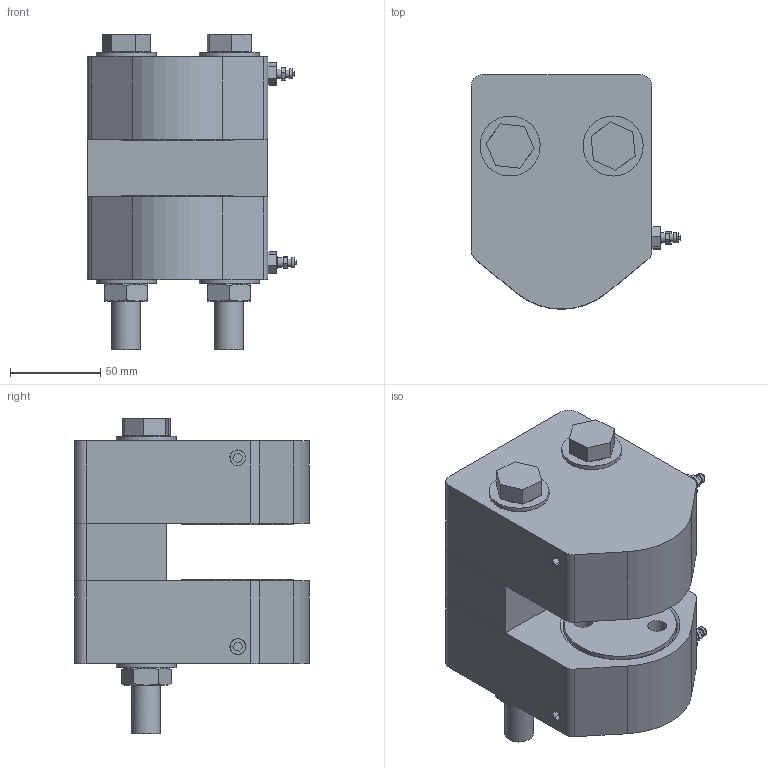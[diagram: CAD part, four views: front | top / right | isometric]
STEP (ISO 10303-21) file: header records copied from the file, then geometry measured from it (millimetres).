
FILE_DESCRIPTION(/* description */ (''),/* implementation_level */ '2;1');
FILE_NAME(/* name */ '4251-0065 H491DQR CALIPER BRAKE.stp',/* time_stamp */ '2022-04-26T11:30:09-05:00',/* author */ ('ChadR'),/* organization */ (''),/* preprocessor_version */ 'ST-DEVELOPER v18.1',/* originating_system */ 'Autodesk Inventor 2020',/* authorisation */ '');
FILE_SCHEMA (('AUTOMOTIVE_DESIGN { 1 0 10303 214 3 1 1 }'));
Length unit declared in the file: inch
Products named in the file (1): 4251-0065 H491DQR CALIPER BRAKE
Bounding box: 116.33 x 130.05 x 175.34 mm (x, y, z)
Volume: 1275730 mm3; surface area: 179294.9 mm2
Topology: 1 solids, 19 shells, 493 faces, 1190 edges, 788 vertices
Faces by surface type: plane 243, cylinder 134, cone 78, torus 36, bspline 2
Full cylindrical faces by diameter (mm): 1.27 x2, 1.778 x2, 3.175 x11, 3.962 x6, 4.775 x2, 4.826 x10, 5.207 x2, 5.334 x4, 5.359 x4, 5.588 x4, 6.35 x1, 8.611 x6, 9.119 x4, 9.5 x2, 9.652 x2, 10.414 x4, 14.91 x4, 15.875 x4, 16.281 x6, 16.662 x4, 17.424 x4, 17.475 x4, 23.273 x2, 33.325 x4, 53.721 x2, 53.848 x4, 53.975 x2, 62.23 x2, 62.992 x2, 63.398 x4
Entity records: 16676 total; most frequent: CARTESIAN_POINT 4389, DIRECTION 2607, ORIENTED_EDGE 2348, EDGE_CURVE 1174, AXIS2_PLACEMENT_3D 1055, VERTEX_POINT 788, EDGE_LOOP 600, CIRCLE 563
